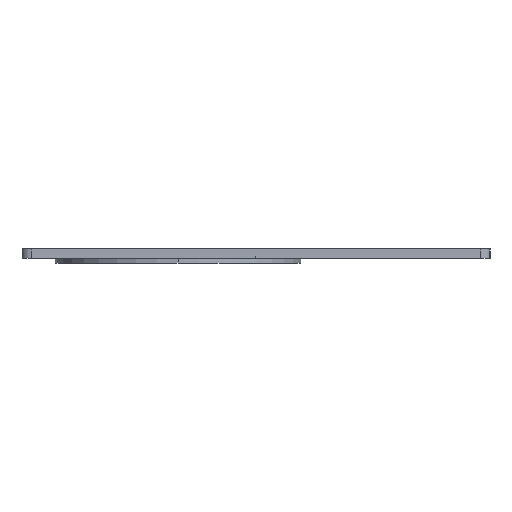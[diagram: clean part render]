
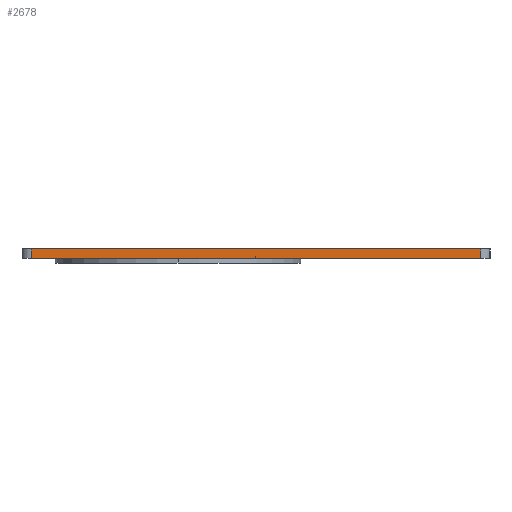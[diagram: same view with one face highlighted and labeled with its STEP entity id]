
A CAD part, left-side view. The second image highlights one B-rep face of the part: STEP entity #2678.
In plain terms, the highlighted planar face has unit normal (-1, 0, 0).
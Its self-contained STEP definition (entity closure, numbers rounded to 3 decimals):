
#128 = DIRECTION ( 'NONE',  ( 1., 0., 0. ) ) ;
#259 = LINE ( 'NONE', #879, #1420 ) ;
#324 = DIRECTION ( 'NONE',  ( 0., 0., 1. ) ) ;
#344 = EDGE_CURVE ( 'NONE', #2712, #2083, #1052, .T. ) ;
#538 = VECTOR ( 'NONE', #2904, 1000. ) ;
#576 = CARTESIAN_POINT ( 'NONE',  ( -214., -313.01, 694.5 ) ) ;
#610 = LINE ( 'NONE', #1505, #538 ) ;
#663 = VERTEX_POINT ( 'NONE', #2590 ) ;
#737 = ORIENTED_EDGE ( 'NONE', *, *, #853, .F. ) ;
#767 = CARTESIAN_POINT ( 'NONE',  ( -214., -123.01, 694.5 ) ) ;
#853 = EDGE_CURVE ( 'NONE', #663, #2712, #610, .T. ) ;
#879 = CARTESIAN_POINT ( 'NONE',  ( -214., 0., 694.5 ) ) ;
#1022 = VERTEX_POINT ( 'NONE', #767 ) ;
#1052 = LINE ( 'NONE', #2938, #2501 ) ;
#1067 = CARTESIAN_POINT ( 'NONE',  ( -214., -313.01, 690.5 ) ) ;
#1082 = EDGE_LOOP ( 'NONE', ( #1803, #1288, #2110, #737 ) ) ;
#1083 = EDGE_CURVE ( 'NONE', #2083, #1022, #2502, .T. ) ;
#1222 = CARTESIAN_POINT ( 'NONE',  ( -214., -123.01, 690.5 ) ) ;
#1288 = ORIENTED_EDGE ( 'NONE', *, *, #1083, .F. ) ;
#1304 = VECTOR ( 'NONE', #324, 1000. ) ;
#1420 = VECTOR ( 'NONE', #2973, 1000. ) ;
#1505 = CARTESIAN_POINT ( 'NONE',  ( -214., -313.01, 694.5 ) ) ;
#1528 = PLANE ( 'NONE',  #1978 ) ;
#1681 = FACE_OUTER_BOUND ( 'NONE', #1082, .T. ) ;
#1729 = CARTESIAN_POINT ( 'NONE',  ( -214., -123.01, 694.5 ) ) ;
#1775 = DIRECTION ( 'NONE',  ( 0., 0., -1. ) ) ;
#1803 = ORIENTED_EDGE ( 'NONE', *, *, #1901, .T. ) ;
#1901 = EDGE_CURVE ( 'NONE', #663, #1022, #259, .T. ) ;
#1978 = AXIS2_PLACEMENT_3D ( 'NONE', #576, #128, #1775 ) ;
#2083 = VERTEX_POINT ( 'NONE', #1222 ) ;
#2110 = ORIENTED_EDGE ( 'NONE', *, *, #344, .F. ) ;
#2501 = VECTOR ( 'NONE', #2715, 1000. ) ;
#2502 = LINE ( 'NONE', #1729, #1304 ) ;
#2590 = CARTESIAN_POINT ( 'NONE',  ( -214., -313.01, 694.5 ) ) ;
#2678 = ADVANCED_FACE ( 'NONE', ( #1681 ), #1528, .F. ) ;
#2712 = VERTEX_POINT ( 'NONE', #1067 ) ;
#2715 = DIRECTION ( 'NONE',  ( 0., 1., 0. ) ) ;
#2904 = DIRECTION ( 'NONE',  ( 0., 0., -1. ) ) ;
#2938 = CARTESIAN_POINT ( 'NONE',  ( -214., -313.01, 690.5 ) ) ;
#2973 = DIRECTION ( 'NONE',  ( 0., 1., 0. ) ) ;
